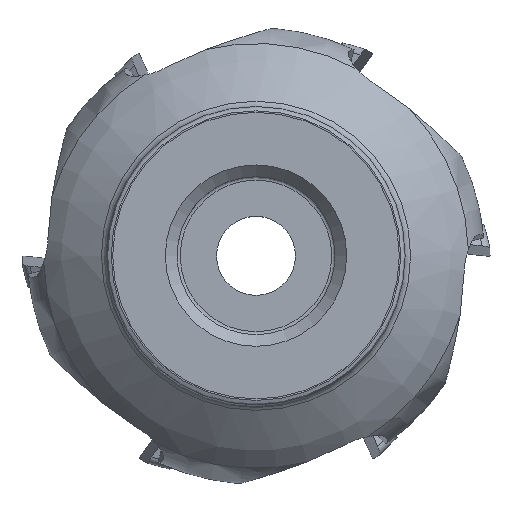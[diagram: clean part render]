
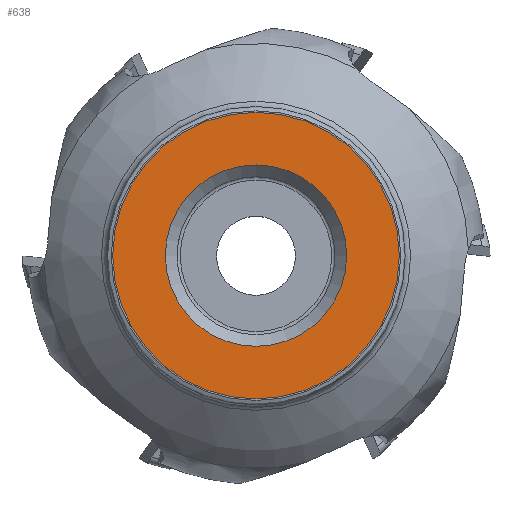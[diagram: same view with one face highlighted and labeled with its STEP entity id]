
A CAD part, top view. The second image highlights one B-rep face of the part: STEP entity #638.
In plain terms, the highlighted planar face has unit normal (0, 0, 1).
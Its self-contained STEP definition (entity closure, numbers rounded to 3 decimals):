
#186=PLANE('',#2725);
#638=ADVANCED_FACE('SU_1',(#915,#916),#186,.F.);
#915=FACE_BOUND('',#999,.T.);
#916=FACE_BOUND('',#1000,.T.);
#999=EDGE_LOOP('',(#1363));
#1000=EDGE_LOOP('',(#1364));
#1363=ORIENTED_EDGE('',*,*,#2252,.T.);
#1364=ORIENTED_EDGE('',*,*,#2251,.F.);
#1960=VERTEX_POINT('',#4568);
#1961=VERTEX_POINT('',#4572);
#2251=EDGE_CURVE('',#1960,#1960,#2444,.T.);
#2252=EDGE_CURVE('',#1961,#1961,#2445,.T.);
#2444=CIRCLE('',#2720,15.505);
#2445=CIRCLE('',#2723,24.5);
#2720=AXIS2_PLACEMENT_3D('',#4567,#3151,#3152);
#2723=AXIS2_PLACEMENT_3D('',#4571,#3157,#3158);
#2725=AXIS2_PLACEMENT_3D('',#4574,#3161,#3162);
#3151=DIRECTION('',(0.,0.,1.));
#3152=DIRECTION('',(1.,0.,0.));
#3157=DIRECTION('',(0.,0.,1.));
#3158=DIRECTION('',(1.,0.,0.));
#3161=DIRECTION('',(0.,0.,-1.));
#3162=DIRECTION('',(-1.,0.,0.));
#4567=CARTESIAN_POINT('',(0.,0.,0.));
#4568=CARTESIAN_POINT('',(15.505,0.,0.));
#4571=CARTESIAN_POINT('',(0.,0.,0.));
#4572=CARTESIAN_POINT('',(24.5,0.,0.));
#4574=CARTESIAN_POINT('',(0.,0.,0.));
